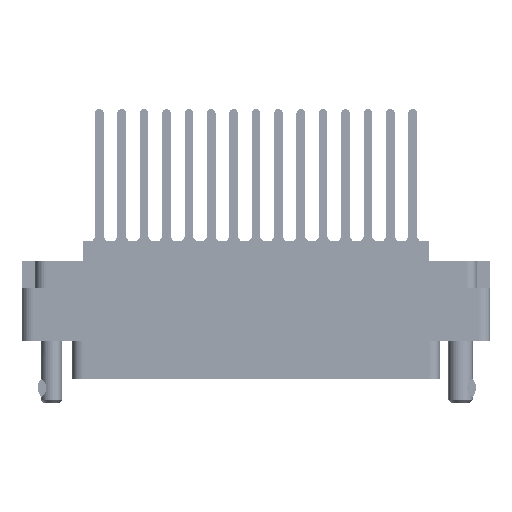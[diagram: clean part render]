
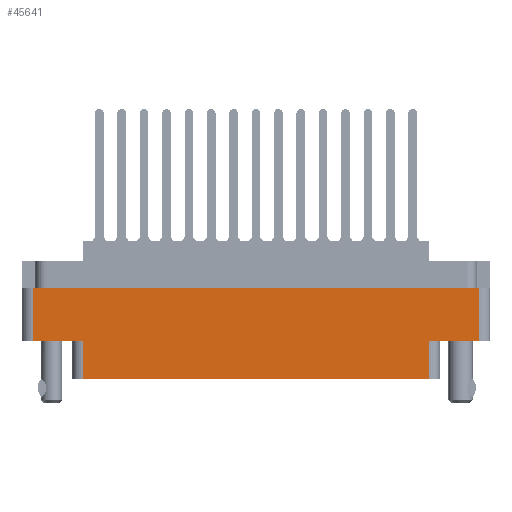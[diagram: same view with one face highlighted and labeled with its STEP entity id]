
A CAD part, front view. The second image highlights one B-rep face of the part: STEP entity #45641.
In plain terms, the highlighted planar face has unit normal (0, -1, 0).
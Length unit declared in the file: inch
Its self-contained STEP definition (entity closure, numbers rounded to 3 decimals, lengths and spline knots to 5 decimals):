
#2169 = CARTESIAN_POINT ( 'NONE',  ( -1.006, -0.617, -0.578 ) ) ;
#4045 = ORIENTED_EDGE ( 'NONE', *, *, #34958, .T. ) ;
#4108 = DIRECTION ( 'NONE',  ( -1., 0., 0. ) ) ;
#7048 = ORIENTED_EDGE ( 'NONE', *, *, #52945, .F. ) ;
#7769 = VERTEX_POINT ( 'NONE', #26471 ) ;
#8903 = VECTOR ( 'NONE', #63480, 39.37008 ) ;
#9740 = CARTESIAN_POINT ( 'NONE',  ( -1.297, -0.617, -0.578 ) ) ;
#9765 = VECTOR ( 'NONE', #41105, 39.37008 ) ;
#12813 = ORIENTED_EDGE ( 'NONE', *, *, #42131, .T. ) ;
#12999 = CARTESIAN_POINT ( 'NONE',  ( 1.006, -0.617, -0.578 ) ) ;
#13387 = EDGE_CURVE ( 'NONE', #55569, #35634, #64156, .T. ) ;
#13762 = DIRECTION ( 'NONE',  ( 1., 0., 0. ) ) ;
#14968 = LINE ( 'NONE', #79759, #80005 ) ;
#15754 = CARTESIAN_POINT ( 'NONE',  ( -1.297, -0.617, -0.798 ) ) ;
#15980 = LINE ( 'NONE', #16748, #58249 ) ;
#16748 = CARTESIAN_POINT ( 'NONE',  ( 0., -0.617, -0.578 ) ) ;
#16995 = DIRECTION ( 'NONE',  ( 1., 0., 0. ) ) ;
#17265 = LINE ( 'NONE', #58302, #32056 ) ;
#20295 = AXIS2_PLACEMENT_3D ( 'NONE', #36099, #24001, #55316 ) ;
#21598 = ORIENTED_EDGE ( 'NONE', *, *, #13387, .T. ) ;
#24001 = DIRECTION ( 'NONE',  ( 0., -1., 0. ) ) ;
#24378 = ORIENTED_EDGE ( 'NONE', *, *, #38438, .T. ) ;
#26239 = LINE ( 'NONE', #68771, #38973 ) ;
#26471 = CARTESIAN_POINT ( 'NONE',  ( 1.297, -0.617, -0.578 ) ) ;
#26880 = VERTEX_POINT ( 'NONE', #61604 ) ;
#27853 = VERTEX_POINT ( 'NONE', #34707 ) ;
#28356 = EDGE_CURVE ( 'NONE', #26880, #52780, #17265, .T. ) ;
#32056 = VECTOR ( 'NONE', #13762, 39.37008 ) ;
#32763 = CARTESIAN_POINT ( 'NONE',  ( 1.006, -0.617, -0.798 ) ) ;
#33063 = ORIENTED_EDGE ( 'NONE', *, *, #28356, .T. ) ;
#33553 = LINE ( 'NONE', #76529, #8903 ) ;
#34707 = CARTESIAN_POINT ( 'NONE',  ( -1.297, -0.617, -0.274 ) ) ;
#34958 = EDGE_CURVE ( 'NONE', #35634, #26880, #26239, .T. ) ;
#35634 = VERTEX_POINT ( 'NONE', #2169 ) ;
#36099 = CARTESIAN_POINT ( 'NONE',  ( -1.359, -0.617, -0.798 ) ) ;
#37066 = VECTOR ( 'NONE', #45701, 39.37008 ) ;
#38438 = EDGE_CURVE ( 'NONE', #52780, #77247, #33553, .T. ) ;
#38973 = VECTOR ( 'NONE', #50896, 39.37008 ) ;
#40170 = CARTESIAN_POINT ( 'NONE',  ( 1.297, -0.617, -0.798 ) ) ;
#41105 = DIRECTION ( 'NONE',  ( 0., 0., -1. ) ) ;
#42131 = EDGE_CURVE ( 'NONE', #27853, #55569, #65888, .T. ) ;
#42724 = PLANE ( 'NONE',  #20295 ) ;
#44284 = ORIENTED_EDGE ( 'NONE', *, *, #57347, .T. ) ;
#45641 = ADVANCED_FACE ( 'NONE', ( #74261 ), #42724, .T. ) ;
#45701 = DIRECTION ( 'NONE',  ( 0., 0., 1. ) ) ;
#50896 = DIRECTION ( 'NONE',  ( 0., 0., -1. ) ) ;
#52780 = VERTEX_POINT ( 'NONE', #32763 ) ;
#52945 = EDGE_CURVE ( 'NONE', #27853, #68676, #14968, .T. ) ;
#54374 = VECTOR ( 'NONE', #68820, 39.37008 ) ;
#55316 = DIRECTION ( 'NONE',  ( 0., 0., -1. ) ) ;
#55569 = VERTEX_POINT ( 'NONE', #9740 ) ;
#56154 = CARTESIAN_POINT ( 'NONE',  ( 0., -0.617, -0.578 ) ) ;
#57347 = EDGE_CURVE ( 'NONE', #7769, #68676, #61662, .T. ) ;
#58249 = VECTOR ( 'NONE', #4108, 39.37008 ) ;
#58302 = CARTESIAN_POINT ( 'NONE',  ( -1.359, -0.617, -0.798 ) ) ;
#61604 = CARTESIAN_POINT ( 'NONE',  ( -1.006, -0.617, -0.798 ) ) ;
#61662 = LINE ( 'NONE', #40170, #37066 ) ;
#63480 = DIRECTION ( 'NONE',  ( 0., 0., 1. ) ) ;
#64156 = LINE ( 'NONE', #56154, #54374 ) ;
#65888 = LINE ( 'NONE', #15754, #9765 ) ;
#66006 = ORIENTED_EDGE ( 'NONE', *, *, #74786, .F. ) ;
#68676 = VERTEX_POINT ( 'NONE', #69735 ) ;
#68771 = CARTESIAN_POINT ( 'NONE',  ( -1.006, -0.617, -0.798 ) ) ;
#68820 = DIRECTION ( 'NONE',  ( 1., 0., 0. ) ) ;
#69735 = CARTESIAN_POINT ( 'NONE',  ( 1.297, -0.617, -0.274 ) ) ;
#74261 = FACE_OUTER_BOUND ( 'NONE', #81518, .T. ) ;
#74786 = EDGE_CURVE ( 'NONE', #7769, #77247, #15980, .T. ) ;
#76529 = CARTESIAN_POINT ( 'NONE',  ( 1.006, -0.617, -0.578 ) ) ;
#77247 = VERTEX_POINT ( 'NONE', #12999 ) ;
#79759 = CARTESIAN_POINT ( 'NONE',  ( 0., -0.617, -0.274 ) ) ;
#80005 = VECTOR ( 'NONE', #16995, 39.37008 ) ;
#81518 = EDGE_LOOP ( 'NONE', ( #21598, #4045, #33063, #24378, #66006, #44284, #7048, #12813 ) ) ;
